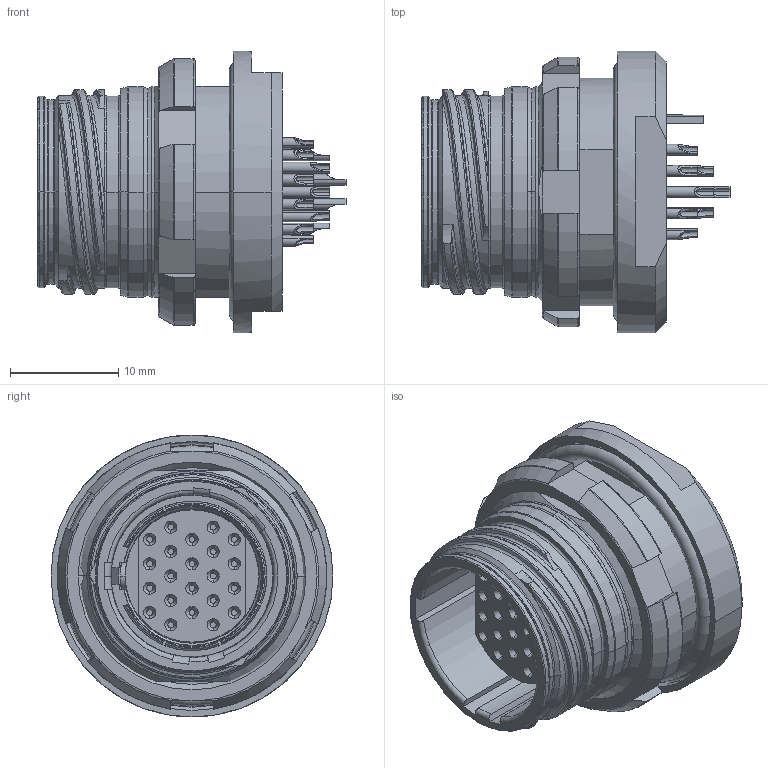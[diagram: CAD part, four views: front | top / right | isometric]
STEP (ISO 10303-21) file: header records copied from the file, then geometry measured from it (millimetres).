
FILE_DESCRIPTION((''),'2;1');
FILE_NAME('Z10405790_ASM','2023-08-24T09:42:24',('FHeitzinger'),(''),'CREO PARAMETRIC BY PTC INC, 2022014','CREO PARAMETRIC BY PTC INC, 2022014','');
FILE_SCHEMA(('AP242_MANAGED_MODEL_BASED_3D_ENGINEERING_MIM_LF { 1 0 10303 442 1 1 4 }'));
Length unit declared in the file: millimetre
Products named in the file (5): Z10405760_1_1_2_3_1; Z10405760_1_1_2_3_2; Z10405760_1_1_2_3_ASM; 00126150; Z10405790_ASM
Assembly tree (4 placements, depth 3):
  Z10405790_ASM
    Z10405760_1_1_2_3_ASM
      Z10405760_1_1_2_3_1
      Z10405760_1_1_2_3_2
    00126150
Bounding box: 28.4 x 26 x 26 mm (x, y, z)
Volume: 6343.4 mm3; surface area: 6196.6 mm2
Topology: 3 solids, 3 shells, 695 faces, 1922 edges, 1239 vertices
Faces by surface type: plane 196, cone 189, cylinder 187, torus 92, bspline 30, sphere 1
Entity records: 33889 total; most frequent: CARTESIAN_POINT 11445, ORIENTED_EDGE 3756, DIRECTION 3574, EDGE_CURVE 1878, AXIS2_PLACEMENT_3D 1429, VERTEX_POINT 1239, PRESENTATION_STYLE_ASSIGNMENT 773, STYLED_ITEM 773
